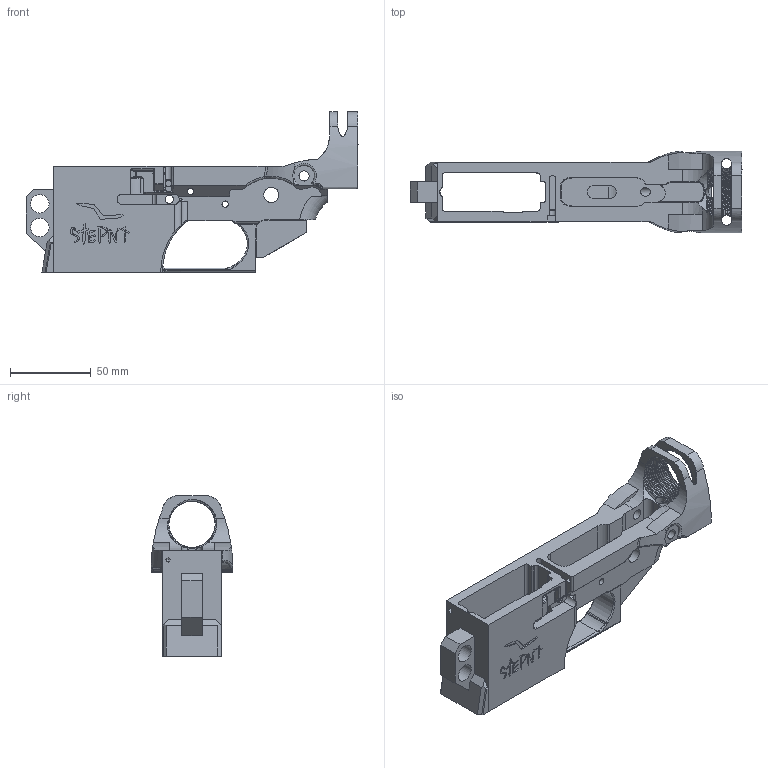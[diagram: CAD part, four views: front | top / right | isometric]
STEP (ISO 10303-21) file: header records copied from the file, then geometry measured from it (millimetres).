
FILE_DESCRIPTION(/* description */ (''),/* implementation_level */ '2;1');
FILE_NAME(/* name */ 'Hackbolt STEPNT v8 v2.step',/* time_stamp */ '2021-04-14T02:00:01-05:00',/* author */ (''),/* organization */ (''),/* preprocessor_version */ 'ST-DEVELOPER v18.1',/* originating_system */ 'Autodesk Translation Framework v10.6.0.1341',/* authorisation */ '');
FILE_SCHEMA (('AUTOMOTIVE_DESIGN { 1 0 10303 214 3 1 1 }'));
Length unit declared in the file: millimetre
Products named in the file (1): Hackbolt STEPNT v8
Bounding box: 205.86 x 50.81 x 99.44 mm (x, y, z)
Volume: 168544.8 mm3; surface area: 66128.9 mm2
Topology: 1 solids, 2 shells, 735 faces, 2089 edges, 1347 vertices
Faces by surface type: plane 345, cylinder 209, bspline 125, torus 31, cone 19, sphere 6
Full cylindrical faces by diameter (mm): 3.81 x1, 3.969 x5, 5.182 x1, 5.334 x1, 6.35 x2, 6.477 x1, 6.858 x3, 7.938 x1, 9.55 x2, 11.43 x2, 28.651 x5
Entity records: 37725 total; most frequent: CARTESIAN_POINT 19441, ORIENTED_EDGE 4150, DIRECTION 3331, EDGE_CURVE 2075, VERTEX_POINT 1347, LINE 1169, VECTOR 1169, AXIS2_PLACEMENT_3D 1081
